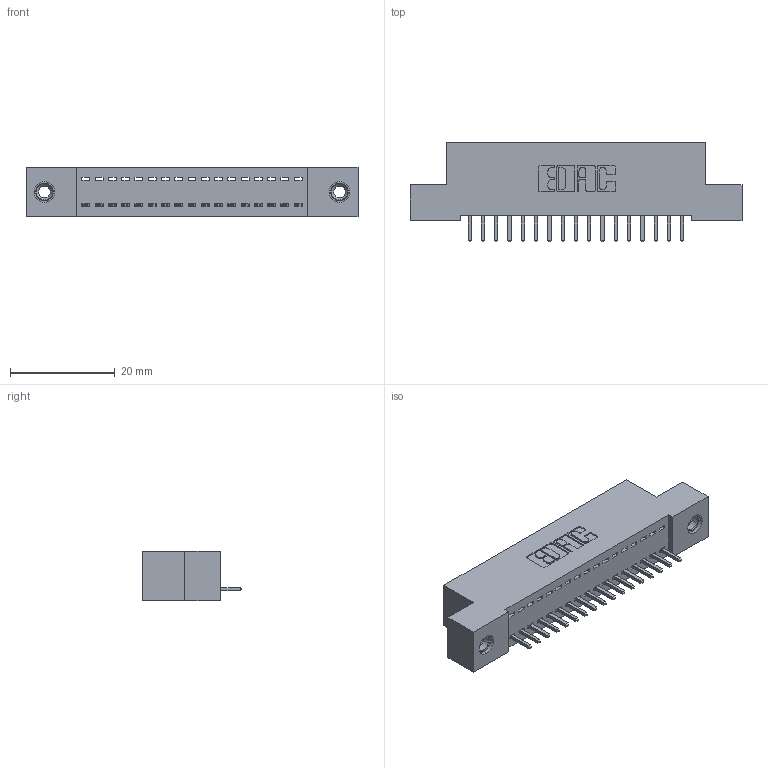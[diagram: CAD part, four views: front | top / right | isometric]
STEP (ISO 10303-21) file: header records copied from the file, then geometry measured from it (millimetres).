
FILE_DESCRIPTION (( 'STEP AP203' ), '1' );
FILE_NAME ('342-017-521-108.STEP', '2019-10-01T19:21:31', ( '' ), ( '' ), 'SwSTEP 2.0', 'SolidWorks 2016', '' );
FILE_SCHEMA (( 'CONFIG_CONTROL_DESIGN' ));
Length unit declared in the file: inch
Products named in the file (4): 342 Part_TI; 345-292-001_345-293-121; 345-250-001_345-250-003-102; 342-017-521-108
Assembly tree (20 placements, depth 2):
  342-017-521-108
    342 Part_TI
    345-292-001_345-293-121  x17
    345-250-001_345-250-003-102  x2
Bounding box: 63.5 x 19.06 x 9.4 mm (x, y, z)
Volume: 5421.5 mm3; surface area: 7326.7 mm2
Topology: 20 solids, 20 shells, 1156 faces, 3427 edges, 2254 vertices
Faces by surface type: plane 812, cylinder 328, cone 12, torus 4
Entity records: 14698 total; most frequent: CARTESIAN_POINT 2520, ORIENTED_EDGE 2466, DIRECTION 2209, EDGE_CURVE 1233, VECTOR 1085, LINE 1085, VERTEX_POINT 816, AXIS2_PLACEMENT_3D 562
